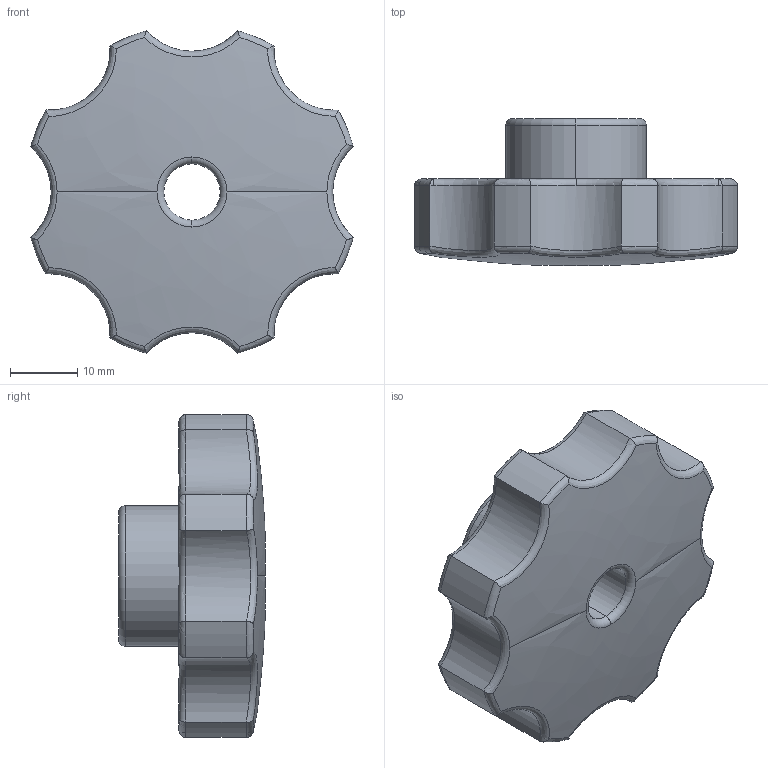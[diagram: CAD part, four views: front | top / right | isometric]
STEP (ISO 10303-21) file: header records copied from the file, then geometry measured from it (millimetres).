
FILE_DESCRIPTION (( 'STEP AP203' ), '1' );
FILE_NAME ('W0003510-58-quick lock button.STEP', '2024-05-27T12:23:10', ( '' ), ( '' ), 'SwSTEP 2.0', 'SolidWorks 2024', '' );
FILE_SCHEMA (( 'CONFIG_CONTROL_DESIGN' ));
Length unit declared in the file: millimetre
Products named in the file (1): W0003510-58-quick lock button
Bounding box: 48.13 x 21.91 x 48.13 mm (x, y, z)
Volume: 16930.2 mm3; surface area: 7201.4 mm2
Topology: 1 solids, 1 shells, 80 faces, 209 edges, 131 vertices
Faces by surface type: torus 35, cylinder 25, bspline 10, plane 10
Entity records: 3632 total; most frequent: CARTESIAN_POINT 1700, ORIENTED_EDGE 418, DIRECTION 373, EDGE_CURVE 209, AXIS2_PLACEMENT_3D 174, VERTEX_POINT 131, CIRCLE 103, EDGE_LOOP 82
